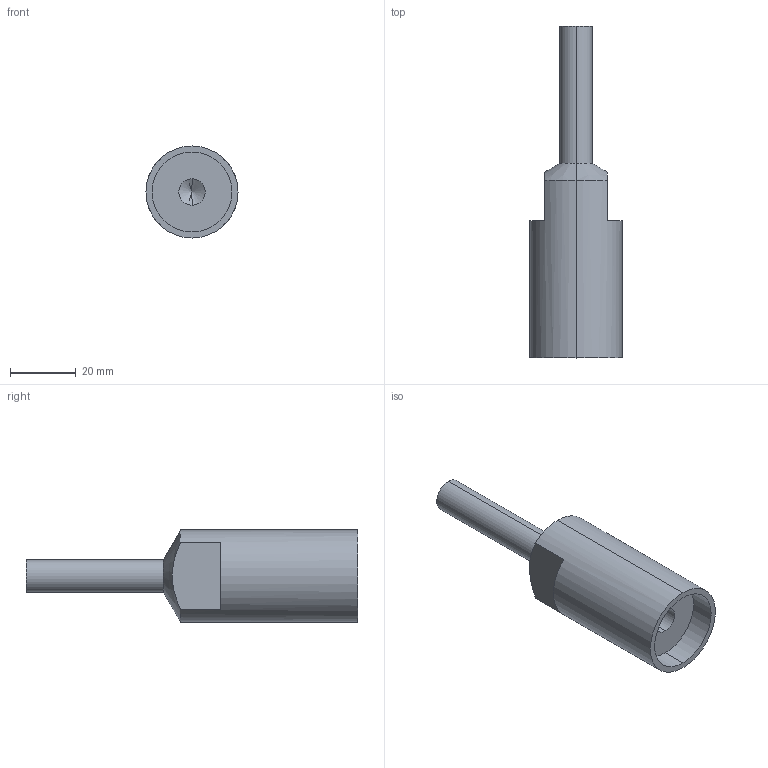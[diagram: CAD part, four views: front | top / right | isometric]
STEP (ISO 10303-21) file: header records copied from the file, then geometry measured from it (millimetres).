
FILE_DESCRIPTION (( 'STEP AP214' ), '1' );
FILE_NAME ('5408023_KSTP1.stp', '2018-09-03T09:04:46', ( '' ), ( '' ), 'SwSTEP 2.0', 'SolidWorks 2016', '' );
FILE_SCHEMA (( 'AUTOMOTIVE_DESIGN' ));
Length unit declared in the file: millimetre
Products named in the file (2): 117331_Standard; 5408023_KSTP1
Assembly tree (1 placements, depth 2):
  5408023_KSTP1
    117331_Standard
Bounding box: 28 x 101 x 28 mm (x, y, z)
Volume: 28700.3 mm3; surface area: 10081.7 mm2
Topology: 1 solids, 1 shells, 25 faces, 54 edges, 33 vertices
Faces by surface type: cylinder 12, plane 9, cone 4
Entity records: 774 total; most frequent: CARTESIAN_POINT 152, DIRECTION 136, ORIENTED_EDGE 104, AXIS2_PLACEMENT_3D 57, EDGE_CURVE 52, VERTEX_POINT 33, EDGE_LOOP 29, CIRCLE 28
